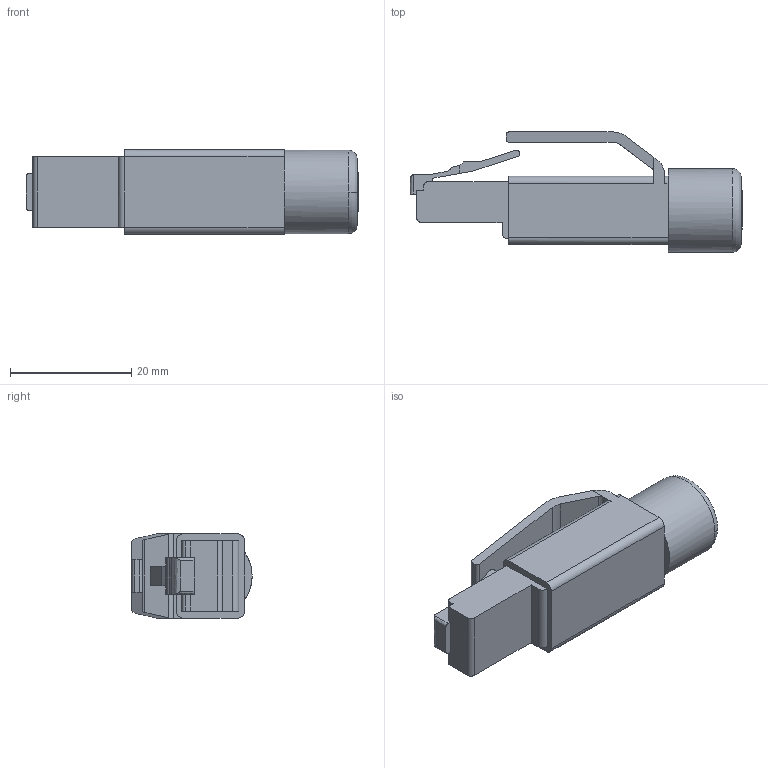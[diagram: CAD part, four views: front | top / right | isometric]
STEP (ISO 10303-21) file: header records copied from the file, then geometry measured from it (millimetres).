
FILE_DESCRIPTION((''),'2;1');
FILE_NAME('09_45_IP20_plastic_plug.stp', '2005-12-23T13:44:26',('User'),('SDRC'),'I-DEAS Master Series 9','UNIX', 'Yes');
FILE_SCHEMA(('AUTOMOTIVE_DESIGN { 1 0 10303 214 1 1 1 1 }'));
Length unit declared in the file: millimetre
Products named in the file (1): 09451511100
Bounding box: 54.83 x 19.86 x 13.97 mm (x, y, z)
Volume: 7719.5 mm3; surface area: 3740.7 mm2
Topology: 2 solids, 2 shells, 79 faces, 213 edges, 139 vertices
Faces by surface type: bspline 79
Entity records: 2402 total; most frequent: CARTESIAN_POINT 1097, ORIENTED_EDGE 426, EDGE_CURVE 213, VERTEX_POINT 139, QUASI_UNIFORM_CURVE 83, EDGE_LOOP 80, FACE_OUTER_BOUND 79, ADVANCED_FACE 79
